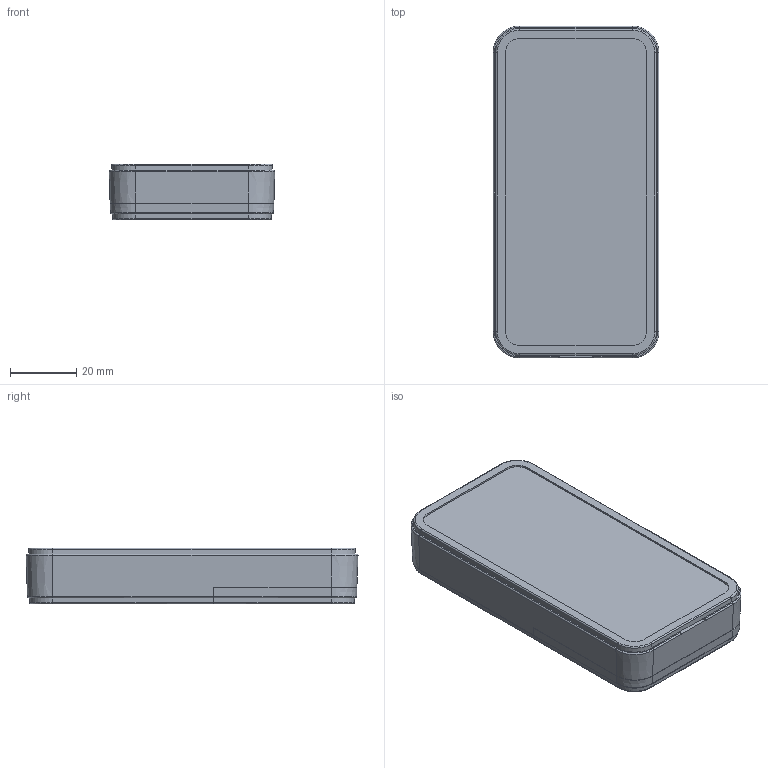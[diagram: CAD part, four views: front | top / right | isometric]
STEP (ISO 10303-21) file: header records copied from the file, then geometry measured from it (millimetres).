
FILE_DESCRIPTION(/* description */ (''),/* implementation_level */ '2;1');
FILE_NAME(/* name */ 'CS100.stp',/* time_stamp */ '2021-07-21T15:00:43+09:00',/* author */ ('TK100'),/* organization */ (''),/* preprocessor_version */ 'ST-DEVELOPER v16.5',/* originating_system */ 'Autodesk Inventor 2017',/* authorisation */ '');
FILE_SCHEMA (('AUTOMOTIVE_DESIGN { 1 0 10303 214 3 1 1 }'));
Length unit declared in the file: millimetre
Products named in the file (5): CS100; CS100 bottom cover_R; CS100 top cover; CS100 battery cover_R; ﾋﾞｽ M1.6×6
Assembly tree (7 placements, depth 2):
  CS100
    CS100 bottom cover_R
    CS100 top cover
    CS100 battery cover_R
    ﾋﾞｽ M1.6×6  x4
Bounding box: 49.97 x 99.97 x 16.8 mm (x, y, z)
Volume: 24715 mm3; surface area: 35397.7 mm2
Topology: 7 solids, 7 shells, 1380 faces, 3606 edges, 2344 vertices
Faces by surface type: plane 730, bspline 232, cone 182, cylinder 151, torus 75, sphere 10
Full cylindrical faces by diameter (mm): 1.6 x4, 6 x2, 6.3 x1
Entity records: 41027 total; most frequent: CARTESIAN_POINT 10251, ORIENTED_EDGE 6560, DIRECTION 5741, EDGE_CURVE 3280, VERTEX_POINT 2183, LINE 2123, VECTOR 2123, AXIS2_PLACEMENT_3D 1809
